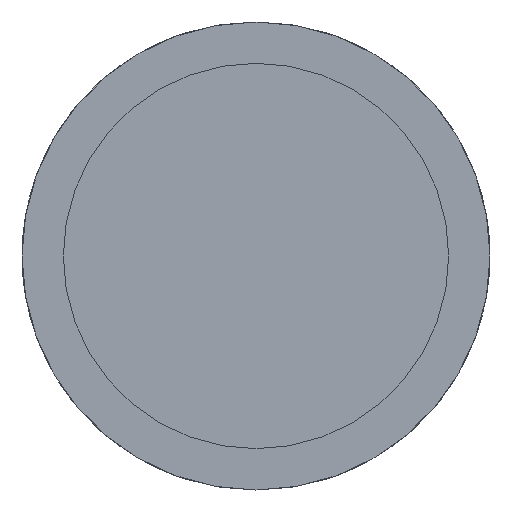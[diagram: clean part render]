
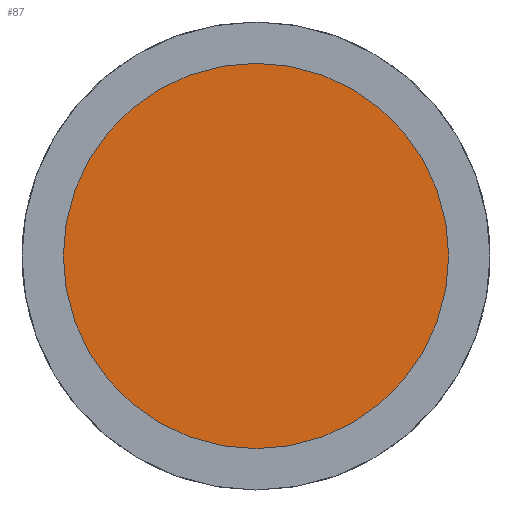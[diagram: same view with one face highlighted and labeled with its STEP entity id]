
A CAD part, left-side view. The second image highlights one B-rep face of the part: STEP entity #87.
In plain terms, the highlighted planar face has unit normal (-1, 0, 0).
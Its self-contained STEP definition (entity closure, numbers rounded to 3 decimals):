
#87=ADVANCED_FACE('',(#190),#191,.F.);
#190=FACE_OUTER_BOUND('',#307,.T.);
#191=PLANE('',#308);
#307=EDGE_LOOP('',(#499,#500));
#308=AXIS2_PLACEMENT_3D('',#501,#502,#503);
#499=ORIENTED_EDGE('',*,*,#732,.T.);
#500=ORIENTED_EDGE('',*,*,#700,.T.);
#501=CARTESIAN_POINT('',(-30.0,0.0,0.));
#502=DIRECTION('',(1.0,0.0,0.0));
#503=DIRECTION('',(0.0,1.0,-0.0));
#700=EDGE_CURVE('',#840,#837,#841,.T.);
#732=EDGE_CURVE('',#837,#840,#888,.T.);
#837=VERTEX_POINT('',#1115);
#840=VERTEX_POINT('',#1119);
#841=CIRCLE('',#1120,14.0);
#888=CIRCLE('',#1172,14.0);
#1115=CARTESIAN_POINT('',(-30.0,-14.0,0.));
#1119=CARTESIAN_POINT('',(-30.0,14.0,0.));
#1120=AXIS2_PLACEMENT_3D('',#1292,#1293,#1294);
#1172=AXIS2_PLACEMENT_3D('',#1354,#1355,#1356);
#1292=CARTESIAN_POINT('',(-30.0,0.0,0.));
#1293=DIRECTION('',(-1.0,0.0,0.0));
#1294=DIRECTION('',(0.0,-1.0,0.0));
#1354=CARTESIAN_POINT('',(-30.0,0.0,0.));
#1355=DIRECTION('',(-1.0,0.0,0.0));
#1356=DIRECTION('',(0.0,-1.0,0.0));
